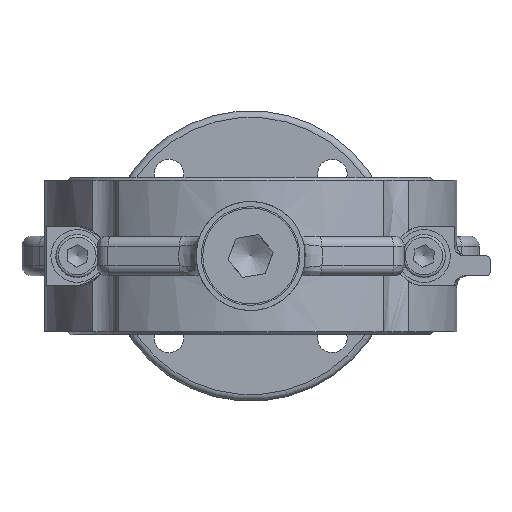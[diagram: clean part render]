
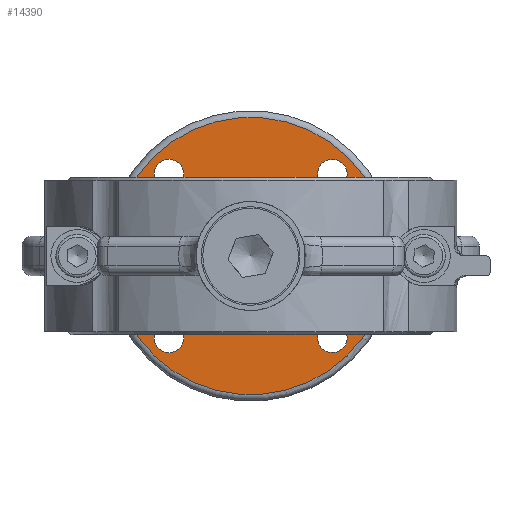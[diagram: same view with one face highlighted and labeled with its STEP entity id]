
A CAD part, front view. The second image highlights one B-rep face of the part: STEP entity #14390.
In plain terms, the highlighted planar face has unit normal (0, -1, 0).
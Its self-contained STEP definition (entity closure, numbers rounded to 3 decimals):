
#13228=CARTESIAN_POINT('',(24.749,124.,29.249));
#13229=VERTEX_POINT('',#13228);
#13230=CARTESIAN_POINT('',(24.749,124.,24.749));
#13231=DIRECTION('',(0.0,1.0,0.0));
#13232=DIRECTION('',(0.0,0.0,1.0));
#13233=AXIS2_PLACEMENT_3D('',#13230,#13231,#13232);
#13234=CIRCLE('',#13233,4.5);
#13235=EDGE_CURVE('',#13229,#13229,#13234,.T.);
#13277=CARTESIAN_POINT('',(29.249,124.,-24.749));
#13278=VERTEX_POINT('',#13277);
#13279=CARTESIAN_POINT('',(24.749,124.,-24.749));
#13280=DIRECTION('',(0.0,1.0,0.0));
#13281=DIRECTION('',(1.0,0.0,0.0));
#13282=AXIS2_PLACEMENT_3D('',#13279,#13280,#13281);
#13283=CIRCLE('',#13282,4.5);
#13284=EDGE_CURVE('',#13278,#13278,#13283,.T.);
#13326=CARTESIAN_POINT('',(-24.749,124.,-29.249));
#13327=VERTEX_POINT('',#13326);
#13328=CARTESIAN_POINT('',(-24.749,124.,-24.749));
#13329=DIRECTION('',(0.0,1.0,0.0));
#13330=DIRECTION('',(0.0,0.0,-1.0));
#13331=AXIS2_PLACEMENT_3D('',#13328,#13329,#13330);
#13332=CIRCLE('',#13331,4.5);
#13333=EDGE_CURVE('',#13327,#13327,#13332,.T.);
#13375=CARTESIAN_POINT('',(-29.249,124.,24.749));
#13376=VERTEX_POINT('',#13375);
#13377=CARTESIAN_POINT('',(-24.749,124.,24.749));
#13378=DIRECTION('',(0.0,1.0,0.0));
#13379=DIRECTION('',(-1.0,0.0,0.0));
#13380=AXIS2_PLACEMENT_3D('',#13377,#13378,#13379);
#13381=CIRCLE('',#13380,4.5);
#13382=EDGE_CURVE('',#13376,#13376,#13381,.T.);
#13690=CARTESIAN_POINT('',(-41.893,124.,-3.));
#13691=VERTEX_POINT('',#13690);
#13715=CARTESIAN_POINT('',(41.893,124.,-3.));
#13716=VERTEX_POINT('',#13715);
#13717=CARTESIAN_POINT('',(0.,124.,0.));
#13718=DIRECTION('',(0.0,1.0,0.0));
#13719=DIRECTION('',(0.0,0.0,1.0));
#13720=AXIS2_PLACEMENT_3D('',#13717,#13718,#13719);
#13721=CIRCLE('',#13720,42.0);
#13722=EDGE_CURVE('',#13691,#13716,#13721,.T.);
#13742=CARTESIAN_POINT('',(-38.069,124.,-3.));
#13743=VERTEX_POINT('',#13742);
#13751=CARTESIAN_POINT('',(-38.069,124.,-3.));
#13752=DIRECTION('',(-1.0,0.0,0.0));
#13753=VECTOR('',#13752,3.824);
#13754=LINE('',#13751,#13753);
#13755=EDGE_CURVE('',#13743,#13691,#13754,.T.);
#13808=CARTESIAN_POINT('',(38.069,124.,-3.));
#13809=VERTEX_POINT('',#13808);
#13810=CARTESIAN_POINT('',(41.893,124.,-3.));
#13811=DIRECTION('',(-1.0,0.0,0.0));
#13812=VECTOR('',#13811,3.824);
#13813=LINE('',#13810,#13812);
#13814=EDGE_CURVE('',#13716,#13809,#13813,.T.);
#13849=CARTESIAN_POINT('',(-23.142,124.,-3.487));
#13850=VERTEX_POINT('',#13849);
#13858=CARTESIAN_POINT('',(-15.358,124.,-18.5));
#13859=VERTEX_POINT('',#13858);
#13860=CARTESIAN_POINT('',(-23.142,124.,-3.487));
#13861=DIRECTION('',(0.46,0.0,-0.888));
#13862=VECTOR('',#13861,16.912);
#13863=LINE('',#13860,#13862);
#13864=EDGE_CURVE('',#13850,#13859,#13863,.T.);
#13909=CARTESIAN_POINT('',(-23.142,124.,3.487));
#13910=VERTEX_POINT('',#13909);
#13918=CARTESIAN_POINT('',(-23.142,124.,3.487));
#13919=DIRECTION('',(0.0,0.0,-1.0));
#13920=VECTOR('',#13919,6.973);
#13921=LINE('',#13918,#13920);
#13922=EDGE_CURVE('',#13910,#13850,#13921,.T.);
#13950=CARTESIAN_POINT('',(15.358,124.,18.5));
#13951=VERTEX_POINT('',#13950);
#13959=CARTESIAN_POINT('',(-15.358,124.,18.5));
#13960=VERTEX_POINT('',#13959);
#13961=CARTESIAN_POINT('',(15.358,124.,18.5));
#13962=DIRECTION('',(-1.0,0.0,0.0));
#13963=VECTOR('',#13962,30.715);
#13964=LINE('',#13961,#13963);
#13965=EDGE_CURVE('',#13951,#13960,#13964,.T.);
#13998=CARTESIAN_POINT('',(-15.358,124.,18.5));
#13999=DIRECTION('',(-0.46,0.0,-0.888));
#14000=VECTOR('',#13999,16.912);
#14001=LINE('',#13998,#14000);
#14002=EDGE_CURVE('',#13960,#13910,#14001,.T.);
#14023=CARTESIAN_POINT('',(23.142,124.,3.487));
#14024=VERTEX_POINT('',#14023);
#14032=CARTESIAN_POINT('',(23.142,124.,3.487));
#14033=DIRECTION('',(-0.46,0.0,0.888));
#14034=VECTOR('',#14033,16.912);
#14035=LINE('',#14032,#14034);
#14036=EDGE_CURVE('',#14024,#13951,#14035,.T.);
#14073=CARTESIAN_POINT('',(23.142,124.,-3.487));
#14074=VERTEX_POINT('',#14073);
#14082=CARTESIAN_POINT('',(23.142,124.,-3.487));
#14083=DIRECTION('',(0.0,0.0,1.0));
#14084=VECTOR('',#14083,6.973);
#14085=LINE('',#14082,#14084);
#14086=EDGE_CURVE('',#14074,#14024,#14085,.T.);
#14121=CARTESIAN_POINT('',(15.358,124.,-18.5));
#14122=VERTEX_POINT('',#14121);
#14130=CARTESIAN_POINT('',(15.358,124.,-18.5));
#14131=DIRECTION('',(0.46,0.0,0.888));
#14132=VECTOR('',#14131,16.912);
#14133=LINE('',#14130,#14132);
#14134=EDGE_CURVE('',#14122,#14074,#14133,.T.);
#14152=CARTESIAN_POINT('',(-15.358,124.,-18.5));
#14153=DIRECTION('',(1.0,0.0,0.0));
#14154=VECTOR('',#14153,30.715);
#14155=LINE('',#14152,#14154);
#14156=EDGE_CURVE('',#13859,#14122,#14155,.T.);
#14335=CARTESIAN_POINT('',(0.,124.,-1.101));
#14336=DIRECTION('',(0.0,1.0,0.0));
#14337=DIRECTION('',(0.0,0.0,1.0));
#14338=AXIS2_PLACEMENT_3D('',#14335,#14336,#14337);
#14339=PLANE('',#14338);
#14340=ORIENTED_EDGE('',*,*,#13722,.F.);
#14341=ORIENTED_EDGE('',*,*,#13755,.F.);
#14342=CARTESIAN_POINT('',(-37.514,124.,-18.887));
#14343=VERTEX_POINT('',#14342);
#14344=CARTESIAN_POINT('',(-37.514,124.,-18.887));
#14345=DIRECTION('',(-0.035,0.0,0.999));
#14346=VECTOR('',#14345,15.896);
#14347=LINE('',#14344,#14346);
#14348=EDGE_CURVE('',#14343,#13743,#14347,.T.);
#14349=ORIENTED_EDGE('',*,*,#14348,.F.);
#14350=CARTESIAN_POINT('',(37.514,124.,-18.887));
#14351=VERTEX_POINT('',#14350);
#14352=CARTESIAN_POINT('',(0.,124.,0.));
#14353=DIRECTION('',(0.0,1.0,0.0));
#14354=DIRECTION('',(0.0,0.0,-1.0));
#14355=AXIS2_PLACEMENT_3D('',#14352,#14353,#14354);
#14356=CIRCLE('',#14355,42.0);
#14357=EDGE_CURVE('',#14351,#14343,#14356,.T.);
#14358=ORIENTED_EDGE('',*,*,#14357,.F.);
#14359=CARTESIAN_POINT('',(38.069,124.,-3.));
#14360=DIRECTION('',(-0.035,0.0,-0.999));
#14361=VECTOR('',#14360,15.896);
#14362=LINE('',#14359,#14361);
#14363=EDGE_CURVE('',#13809,#14351,#14362,.T.);
#14364=ORIENTED_EDGE('',*,*,#14363,.F.);
#14365=ORIENTED_EDGE('',*,*,#13814,.F.);
#14366=EDGE_LOOP('',(#14340,#14341,#14349,#14358,#14364,#14365));
#14367=FACE_OUTER_BOUND('',#14366,.T.);
#14368=ORIENTED_EDGE('',*,*,#13235,.T.);
#14369=EDGE_LOOP('',(#14368));
#14370=FACE_BOUND('',#14369,.T.);
#14371=ORIENTED_EDGE('',*,*,#13284,.T.);
#14372=EDGE_LOOP('',(#14371));
#14373=FACE_BOUND('',#14372,.T.);
#14374=ORIENTED_EDGE('',*,*,#13333,.T.);
#14375=EDGE_LOOP('',(#14374));
#14376=FACE_BOUND('',#14375,.T.);
#14377=ORIENTED_EDGE('',*,*,#13382,.T.);
#14378=EDGE_LOOP('',(#14377));
#14379=FACE_BOUND('',#14378,.T.);
#14380=ORIENTED_EDGE('',*,*,#13965,.F.);
#14381=ORIENTED_EDGE('',*,*,#14036,.F.);
#14382=ORIENTED_EDGE('',*,*,#14086,.F.);
#14383=ORIENTED_EDGE('',*,*,#14134,.F.);
#14384=ORIENTED_EDGE('',*,*,#14156,.F.);
#14385=ORIENTED_EDGE('',*,*,#13864,.F.);
#14386=ORIENTED_EDGE('',*,*,#13922,.F.);
#14387=ORIENTED_EDGE('',*,*,#14002,.F.);
#14388=EDGE_LOOP('',(#14380,#14381,#14382,#14383,#14384,#14385,#14386,#14387));
#14389=FACE_BOUND('',#14388,.T.);
#14390=ADVANCED_FACE('',(#14367,#14370,#14373,#14376,#14379,#14389),#14339,.F.);
